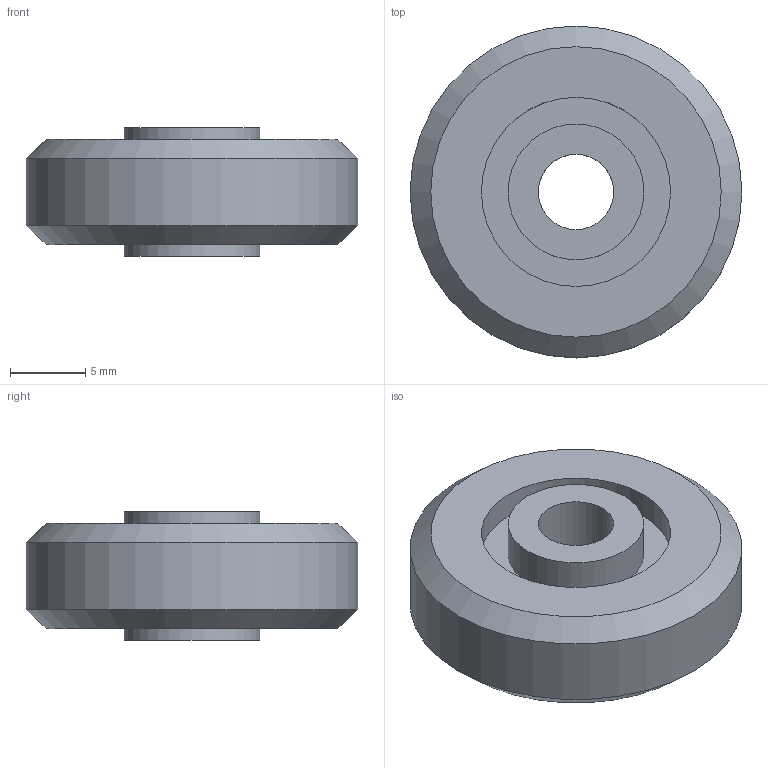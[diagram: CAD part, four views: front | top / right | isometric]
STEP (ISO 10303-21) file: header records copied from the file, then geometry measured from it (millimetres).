
FILE_DESCRIPTION(('FreeCAD Model'),'2;1');
FILE_NAME('g-slot-pulley.step','2017-06-13T12:40:09',('Author'),(''), 'Open CASCADE STEP processor 6.8','FreeCAD','Unknown');
FILE_SCHEMA(('AUTOMOTIVE_DESIGN_CC2 { 1 2 10303 214 -1 1 5 4 }'));
Length unit declared in the file: millimetre
Products named in the file (1): G-slot_Pulley
Bounding box: 22 x 22 x 8.5 mm (x, y, z)
Volume: 2266 mm3; surface area: 1507.6 mm2
Topology: 1 solids, 1 shells, 14 faces, 22 edges, 14 vertices
Faces by surface type: cylinder 6, plane 6, cone 2
Full cylindrical faces by diameter (mm): 5 x1, 9 x2, 12.544 x2, 22 x1
Entity records: 726 total; most frequent: DIRECTION 110, CARTESIAN_POINT 95, ORIENTED_EDGE 44, PCURVE 44, DEFINITIONAL_REPRESENTATION 44, LINE 40, VECTOR 40, AXIS2_PLACEMENT_3D 29
